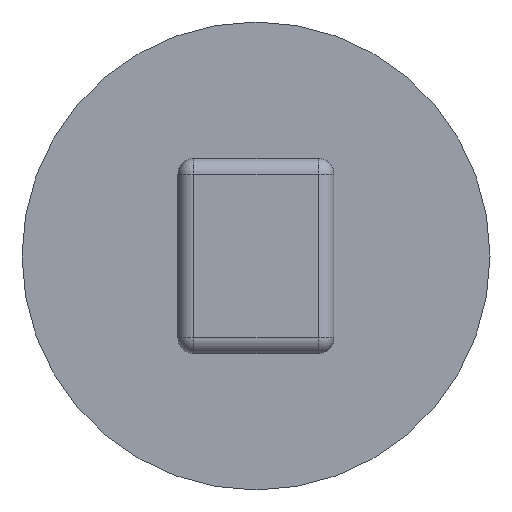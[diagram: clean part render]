
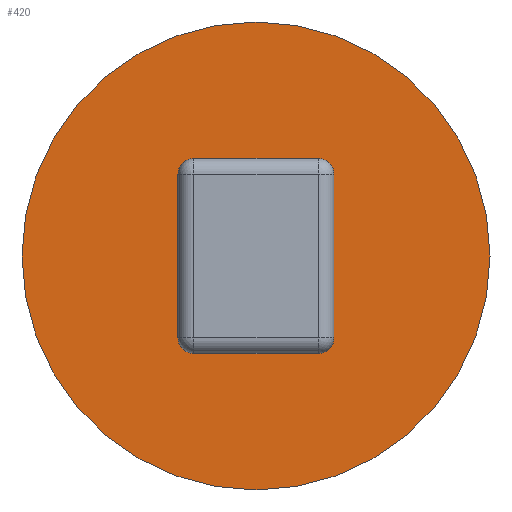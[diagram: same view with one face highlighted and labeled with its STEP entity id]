
A CAD part, front view. The second image highlights one B-rep face of the part: STEP entity #420.
In plain terms, the highlighted planar face has unit normal (0, -1, 0).
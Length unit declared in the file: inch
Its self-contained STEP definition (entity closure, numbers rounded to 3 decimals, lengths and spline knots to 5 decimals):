
#77=PLANE('',#481);
#84=FACE_BOUND('',#151,.T.);
#115=FACE_OUTER_BOUND('',#150,.T.);
#150=EDGE_LOOP('',(#369));
#151=EDGE_LOOP('',(#370));
#158=CIRCLE('',#429,1.1811);
#184=CIRCLE('',#482,0.09843);
#188=VERTEX_POINT('',#641);
#214=VERTEX_POINT('',#744);
#218=EDGE_CURVE('',#188,#188,#158,.T.);
#268=EDGE_CURVE('',#214,#214,#184,.T.);
#369=ORIENTED_EDGE('',*,*,#218,.T.);
#370=ORIENTED_EDGE('',*,*,#268,.T.);
#420=ADVANCED_FACE('',(#115,#84),#77,.F.);
#429=AXIS2_PLACEMENT_3D('',#642,#496,#497);
#481=AXIS2_PLACEMENT_3D('',#743,#624,#625);
#482=AXIS2_PLACEMENT_3D('',#745,#626,#627);
#496=DIRECTION('center_axis',(0.,-1.,0.));
#497=DIRECTION('ref_axis',(-1.,0.,0.));
#624=DIRECTION('center_axis',(0.,1.,0.));
#625=DIRECTION('ref_axis',(0.,0.,1.));
#626=DIRECTION('center_axis',(0.,1.,0.));
#627=DIRECTION('ref_axis',(-1.,0.,0.));
#641=CARTESIAN_POINT('',(1.5748,2.55906,0.49213));
#642=CARTESIAN_POINT('Origin',(0.3937,2.55906,0.49213));
#743=CARTESIAN_POINT('Origin',(0.3937,2.55906,0.49213));
#744=CARTESIAN_POINT('',(0.49213,2.55906,0.49213));
#745=CARTESIAN_POINT('Origin',(0.3937,2.55906,0.49213));
